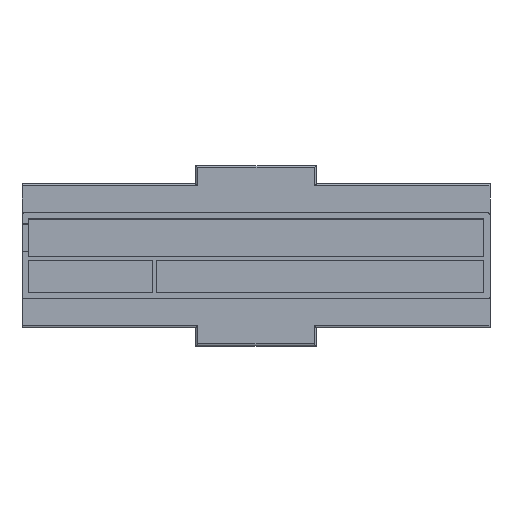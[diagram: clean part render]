
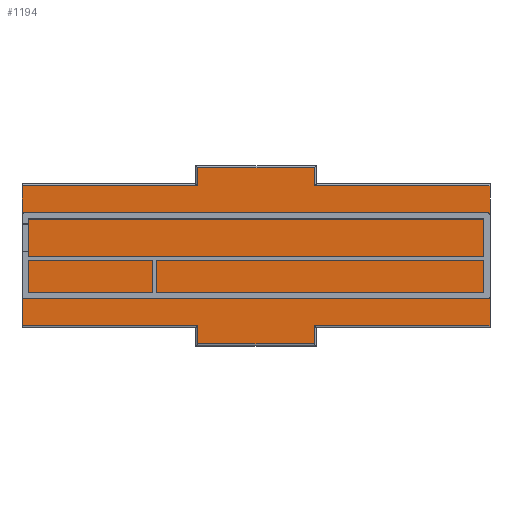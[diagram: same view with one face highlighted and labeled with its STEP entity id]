
A CAD part, top view. The second image highlights one B-rep face of the part: STEP entity #1194.
In plain terms, the highlighted planar face has unit normal (0, 0, 1).
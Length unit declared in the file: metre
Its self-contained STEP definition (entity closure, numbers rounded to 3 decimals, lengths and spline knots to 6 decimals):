
#320=ORIENTED_EDGE('',*,*,#532,.T.);
#321=ORIENTED_EDGE('',*,*,#533,.T.);
#322=ORIENTED_EDGE('',*,*,#508,.T.);
#323=ORIENTED_EDGE('',*,*,#534,.T.);
#324=ORIENTED_EDGE('',*,*,#535,.T.);
#325=ORIENTED_EDGE('',*,*,#536,.T.);
#326=ORIENTED_EDGE('',*,*,#537,.T.);
#327=ORIENTED_EDGE('',*,*,#538,.T.);
#328=ORIENTED_EDGE('',*,*,#529,.T.);
#329=ORIENTED_EDGE('',*,*,#539,.T.);
#330=ORIENTED_EDGE('',*,*,#540,.T.);
#331=ORIENTED_EDGE('',*,*,#541,.T.);
#508=EDGE_CURVE('',#634,#635,#774,.T.);
#529=EDGE_CURVE('',#649,#648,#792,.T.);
#532=EDGE_CURVE('',#650,#651,#794,.F.);
#533=EDGE_CURVE('',#651,#634,#795,.T.);
#534=EDGE_CURVE('',#635,#652,#796,.F.);
#535=EDGE_CURVE('',#652,#653,#797,.F.);
#536=EDGE_CURVE('',#653,#654,#798,.F.);
#537=EDGE_CURVE('',#654,#655,#799,.F.);
#538=EDGE_CURVE('',#655,#649,#800,.F.);
#539=EDGE_CURVE('',#648,#656,#801,.T.);
#540=EDGE_CURVE('',#656,#657,#802,.T.);
#541=EDGE_CURVE('',#657,#650,#803,.F.);
#634=VERTEX_POINT('',#1926);
#635=VERTEX_POINT('',#1927);
#648=VERTEX_POINT('',#1966);
#649=VERTEX_POINT('',#1968);
#650=VERTEX_POINT('',#1973);
#651=VERTEX_POINT('',#1974);
#652=VERTEX_POINT('',#1977);
#653=VERTEX_POINT('',#1979);
#654=VERTEX_POINT('',#1981);
#655=VERTEX_POINT('',#1983);
#656=VERTEX_POINT('',#1986);
#657=VERTEX_POINT('',#1988);
#774=LINE('',#1925,#920);
#792=LINE('',#1967,#938);
#794=LINE('',#1972,#940);
#795=LINE('',#1975,#941);
#796=LINE('',#1976,#942);
#797=LINE('',#1978,#943);
#798=LINE('',#1980,#944);
#799=LINE('',#1982,#945);
#800=LINE('',#1984,#946);
#801=LINE('',#1985,#947);
#802=LINE('',#1987,#948);
#803=LINE('',#1989,#949);
#920=VECTOR('',#1576,1.);
#938=VECTOR('',#1612,1.);
#940=VECTOR('',#1618,1.);
#941=VECTOR('',#1619,1.);
#942=VECTOR('',#1620,1.);
#943=VECTOR('',#1621,1.);
#944=VECTOR('',#1622,1.);
#945=VECTOR('',#1623,1.);
#946=VECTOR('',#1624,1.);
#947=VECTOR('',#1625,1.);
#948=VECTOR('',#1626,1.);
#949=VECTOR('',#1627,1.);
#1008=EDGE_LOOP('',(#320,#321,#322,#323,#324,#325,#326,#327,#328,#329,#330,
#331));
#1078=FACE_BOUND('',#1008,.T.);
#1139=PLANE('',#1322);
#1194=ADVANCED_FACE('',(#1078),#1139,.T.);
#1322=AXIS2_PLACEMENT_3D('',#1971,#1616,#1617);
#1576=DIRECTION('',(0.,-1.,0.));
#1612=DIRECTION('',(0.,1.,0.));
#1616=DIRECTION('',(0.,0.,1.));
#1617=DIRECTION('',(1.,0.,0.));
#1618=DIRECTION('',(0.,1.,0.));
#1619=DIRECTION('',(-1.,0.,0.));
#1620=DIRECTION('',(-1.,0.,0.));
#1621=DIRECTION('',(0.,1.,0.));
#1622=DIRECTION('',(-1.,0.,0.));
#1623=DIRECTION('',(0.,-1.,0.));
#1624=DIRECTION('',(-1.,0.,0.));
#1625=DIRECTION('',(-1.,0.,0.));
#1626=DIRECTION('',(0.,1.,0.));
#1627=DIRECTION('',(1.,0.,0.));
#1925=CARTESIAN_POINT('',(-0.029104,0.028204,0.0015));
#1926=CARTESIAN_POINT('',(-0.029104,0.031329,0.0015));
#1927=CARTESIAN_POINT('',(-0.029104,-0.003521,0.0015));
#1966=CARTESIAN_POINT('',(0.087396,0.031329,0.0015));
#1967=CARTESIAN_POINT('',(0.087396,0.028204,0.0015));
#1968=CARTESIAN_POINT('',(0.087396,-0.003521,0.0015));
#1971=CARTESIAN_POINT('',(0.029146,0.013904,0.0015));
#1972=CARTESIAN_POINT('',(0.014646,0.013904,0.0015));
#1973=CARTESIAN_POINT('',(0.014646,0.035829,0.0015));
#1974=CARTESIAN_POINT('',(0.014646,0.031329,0.0015));
#1975=CARTESIAN_POINT('',(-0.029104,0.031329,0.0015));
#1976=CARTESIAN_POINT('',(0.029146,-0.003521,0.0015));
#1977=CARTESIAN_POINT('',(0.014646,-0.003521,0.0015));
#1978=CARTESIAN_POINT('',(0.014646,0.013904,0.0015));
#1979=CARTESIAN_POINT('',(0.014646,-0.008021,0.0015));
#1980=CARTESIAN_POINT('',(0.029146,-0.008021,0.0015));
#1981=CARTESIAN_POINT('',(0.043646,-0.008021,0.0015));
#1982=CARTESIAN_POINT('',(0.043646,0.013904,0.0015));
#1983=CARTESIAN_POINT('',(0.043646,-0.003521,0.0015));
#1984=CARTESIAN_POINT('',(0.029146,-0.003521,0.0015));
#1985=CARTESIAN_POINT('',(0.044146,0.031329,0.0015));
#1986=CARTESIAN_POINT('',(0.043646,0.031329,0.0015));
#1987=CARTESIAN_POINT('',(0.043646,0.036329,0.0015));
#1988=CARTESIAN_POINT('',(0.043646,0.035829,0.0015));
#1989=CARTESIAN_POINT('',(0.029146,0.035829,0.0015));
